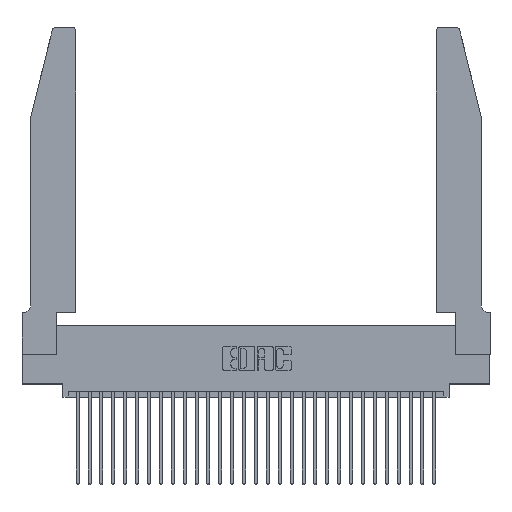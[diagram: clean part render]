
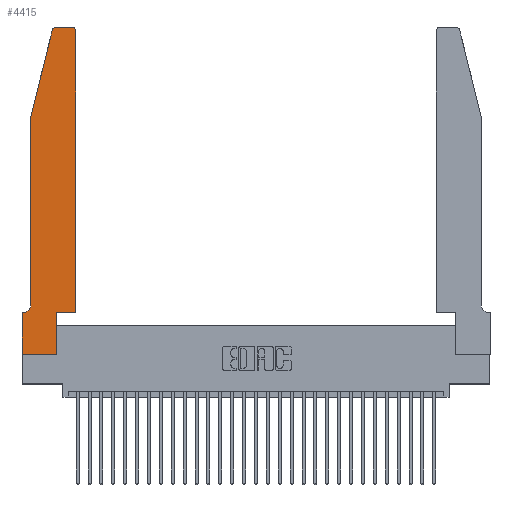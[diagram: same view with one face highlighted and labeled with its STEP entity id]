
A CAD part, top view. The second image highlights one B-rep face of the part: STEP entity #4415.
In plain terms, the highlighted planar face has unit normal (0, 0, 1).
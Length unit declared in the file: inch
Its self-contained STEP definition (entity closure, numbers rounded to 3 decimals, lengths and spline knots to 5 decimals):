
#140 = AXIS2_PLACEMENT_3D ( 'NONE', #24174, #10045, #26526 ) ;
#179 = CARTESIAN_POINT ( 'NONE',  ( 0.0755, 0.42, 0.37 ) ) ;
#220 = CARTESIAN_POINT ( 'NONE',  ( 0., 0., 0.37 ) ) ;
#563 = DIRECTION ( 'NONE',  ( 0., 1., 0. ) ) ;
#622 = DIRECTION ( 'NONE',  ( 0., 0., -1. ) ) ;
#851 = VERTEX_POINT ( 'NONE', #3117 ) ;
#1057 = DIRECTION ( 'NONE',  ( 1., 0., 0. ) ) ;
#1346 = VECTOR ( 'NONE', #28619, 39.37008 ) ;
#1836 = CARTESIAN_POINT ( 'NONE',  ( 0.25487, 2.72718, 0.37 ) ) ;
#1908 = DIRECTION ( 'NONE',  ( 1., 0., 0. ) ) ;
#2390 = VERTEX_POINT ( 'NONE', #1836 ) ;
#2408 = ORIENTED_EDGE ( 'NONE', *, *, #24588, .T. ) ;
#3117 = CARTESIAN_POINT ( 'NONE',  ( 0.284, 2.75, 0.37 ) ) ;
#3147 = LINE ( 'NONE', #18923, #8782 ) ;
#3198 = CARTESIAN_POINT ( 'NONE',  ( 0.0755, 2., 0.37 ) ) ;
#3881 = CARTESIAN_POINT ( 'NONE',  ( 0.4505, 0.35, 0.37 ) ) ;
#4073 = LINE ( 'NONE', #12844, #22347 ) ;
#4415 = ADVANCED_FACE ( 'NONE', ( #28970 ), #5832, .T. ) ;
#5527 = LINE ( 'NONE', #28717, #18241 ) ;
#5832 = PLANE ( 'NONE',  #27176 ) ;
#7028 = LINE ( 'NONE', #12204, #1346 ) ;
#7421 = CARTESIAN_POINT ( 'NONE',  ( 0., 0., 0.37 ) ) ;
#7768 = CARTESIAN_POINT ( 'NONE',  ( 0.2865, 0.35, 0.37 ) ) ;
#7900 = ORIENTED_EDGE ( 'NONE', *, *, #29838, .T. ) ;
#8072 = VERTEX_POINT ( 'NONE', #28191 ) ;
#8114 = VERTEX_POINT ( 'NONE', #23616 ) ;
#8212 = VECTOR ( 'NONE', #563, 39.37008 ) ;
#8740 = ORIENTED_EDGE ( 'NONE', *, *, #11686, .T. ) ;
#8782 = VECTOR ( 'NONE', #11858, 39.37008 ) ;
#8866 = ORIENTED_EDGE ( 'NONE', *, *, #16736, .T. ) ;
#9001 = LINE ( 'NONE', #14448, #8212 ) ;
#9245 = EDGE_CURVE ( 'NONE', #2390, #16920, #13082, .T. ) ;
#9473 = EDGE_CURVE ( 'NONE', #14438, #26152, #7028, .T. ) ;
#9529 = EDGE_CURVE ( 'NONE', #16920, #27773, #5527, .T. ) ;
#10045 = DIRECTION ( 'NONE',  ( 0., 0., 1. ) ) ;
#10518 = EDGE_CURVE ( 'NONE', #27773, #8072, #17448, .T. ) ;
#10604 = CARTESIAN_POINT ( 'NONE',  ( 0., 0.35, 0.37 ) ) ;
#11401 = CARTESIAN_POINT ( 'NONE',  ( 0.0755, 2., 0.37 ) ) ;
#11596 = EDGE_CURVE ( 'NONE', #29625, #851, #3147, .T. ) ;
#11686 = EDGE_CURVE ( 'NONE', #13772, #16485, #12170, .T. ) ;
#11858 = DIRECTION ( 'NONE',  ( -1., 0., 0. ) ) ;
#12170 = LINE ( 'NONE', #7421, #24698 ) ;
#12204 = CARTESIAN_POINT ( 'NONE',  ( 0.4505, 0.35, 0.37 ) ) ;
#12315 = AXIS2_PLACEMENT_3D ( 'NONE', #30298, #16322, #1908 ) ;
#12543 = CIRCLE ( 'NONE', #12315, 0.03 ) ;
#12634 = CIRCLE ( 'NONE', #140, 0.03 ) ;
#12766 = CARTESIAN_POINT ( 'NONE',  ( 0., 0.35, 0.37 ) ) ;
#12844 = CARTESIAN_POINT ( 'NONE',  ( 0.0755, 0.35, 0.37 ) ) ;
#13082 = LINE ( 'NONE', #11401, #18641 ) ;
#13772 = VERTEX_POINT ( 'NONE', #12766 ) ;
#14438 = VERTEX_POINT ( 'NONE', #7768 ) ;
#14448 = CARTESIAN_POINT ( 'NONE',  ( 0.2865, 0.35, 0.37 ) ) ;
#15073 = CARTESIAN_POINT ( 'NONE',  ( 0.0055, 0.42, 0.37 ) ) ;
#15258 = DIRECTION ( 'NONE',  ( -1., 0., 0. ) ) ;
#15513 = DIRECTION ( 'NONE',  ( 0., 0., 1. ) ) ;
#16322 = DIRECTION ( 'NONE',  ( 0., 0., 1. ) ) ;
#16420 = ORIENTED_EDGE ( 'NONE', *, *, #21025, .T. ) ;
#16485 = VERTEX_POINT ( 'NONE', #27583 ) ;
#16623 = ORIENTED_EDGE ( 'NONE', *, *, #19657, .T. ) ;
#16655 = ORIENTED_EDGE ( 'NONE', *, *, #9529, .T. ) ;
#16736 = EDGE_CURVE ( 'NONE', #25536, #14438, #9001, .T. ) ;
#16920 = VERTEX_POINT ( 'NONE', #3198 ) ;
#17226 = ORIENTED_EDGE ( 'NONE', *, *, #9473, .T. ) ;
#17344 = LINE ( 'NONE', #21088, #29014 ) ;
#17432 = DIRECTION ( 'NONE',  ( -1., 0., 0. ) ) ;
#17448 = CIRCLE ( 'NONE', #18866, 0.07 ) ;
#18241 = VECTOR ( 'NONE', #21832, 39.37008 ) ;
#18617 = LINE ( 'NONE', #220, #25556 ) ;
#18641 = VECTOR ( 'NONE', #27839, 39.37008 ) ;
#18866 = AXIS2_PLACEMENT_3D ( 'NONE', #15073, #622, #17432 ) ;
#18923 = CARTESIAN_POINT ( 'NONE',  ( 0.2605, 2.75, 0.37 ) ) ;
#18972 = CARTESIAN_POINT ( 'NONE',  ( 0.4205, 2.75, 0.37 ) ) ;
#19427 = DIRECTION ( 'NONE',  ( 1., 0., 0. ) ) ;
#19657 = EDGE_CURVE ( 'NONE', #851, #2390, #12634, .T. ) ;
#21025 = EDGE_CURVE ( 'NONE', #8114, #29625, #12543, .T. ) ;
#21058 = ORIENTED_EDGE ( 'NONE', *, *, #22063, .T. ) ;
#21088 = CARTESIAN_POINT ( 'NONE',  ( 0.4505, 0.35, 0.37 ) ) ;
#21673 = ORIENTED_EDGE ( 'NONE', *, *, #10518, .T. ) ;
#21832 = DIRECTION ( 'NONE',  ( 0., -1., 0. ) ) ;
#22063 = EDGE_CURVE ( 'NONE', #16485, #25536, #18617, .T. ) ;
#22347 = VECTOR ( 'NONE', #15258, 39.37008 ) ;
#23419 = DIRECTION ( 'NONE',  ( 0., 1., 0. ) ) ;
#23616 = CARTESIAN_POINT ( 'NONE',  ( 0.4505, 2.72, 0.37 ) ) ;
#24015 = DIRECTION ( 'NONE',  ( 0., -1., 0. ) ) ;
#24174 = CARTESIAN_POINT ( 'NONE',  ( 0.284, 2.72, 0.37 ) ) ;
#24247 = EDGE_LOOP ( 'NONE', ( #27594, #16623, #28676, #16655, #21673, #7900, #8740, #21058, #8866, #17226, #2408, #16420 ) ) ;
#24588 = EDGE_CURVE ( 'NONE', #26152, #8114, #17344, .T. ) ;
#24698 = VECTOR ( 'NONE', #24015, 39.37008 ) ;
#25536 = VERTEX_POINT ( 'NONE', #27337 ) ;
#25556 = VECTOR ( 'NONE', #19427, 39.37008 ) ;
#26152 = VERTEX_POINT ( 'NONE', #3881 ) ;
#26526 = DIRECTION ( 'NONE',  ( 1., 0., 0. ) ) ;
#27176 = AXIS2_PLACEMENT_3D ( 'NONE', #10604, #15513, #1057 ) ;
#27337 = CARTESIAN_POINT ( 'NONE',  ( 0.2865, 0., 0.37 ) ) ;
#27583 = CARTESIAN_POINT ( 'NONE',  ( 0., 0., 0.37 ) ) ;
#27594 = ORIENTED_EDGE ( 'NONE', *, *, #11596, .T. ) ;
#27773 = VERTEX_POINT ( 'NONE', #179 ) ;
#27839 = DIRECTION ( 'NONE',  ( -0.239, -0.971, 0. ) ) ;
#28191 = CARTESIAN_POINT ( 'NONE',  ( 0.0055, 0.35, 0.37 ) ) ;
#28619 = DIRECTION ( 'NONE',  ( 1., 0., 0. ) ) ;
#28676 = ORIENTED_EDGE ( 'NONE', *, *, #9245, .T. ) ;
#28717 = CARTESIAN_POINT ( 'NONE',  ( 0.0755, 2., 0.37 ) ) ;
#28970 = FACE_OUTER_BOUND ( 'NONE', #24247, .T. ) ;
#29014 = VECTOR ( 'NONE', #23419, 39.37008 ) ;
#29625 = VERTEX_POINT ( 'NONE', #18972 ) ;
#29838 = EDGE_CURVE ( 'NONE', #8072, #13772, #4073, .T. ) ;
#30298 = CARTESIAN_POINT ( 'NONE',  ( 0.4205, 2.72, 0.37 ) ) ;
